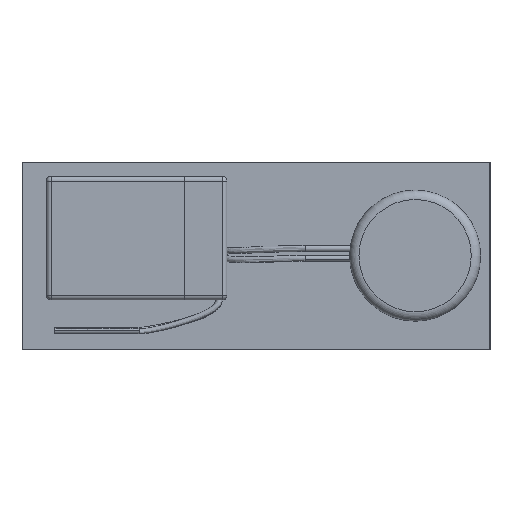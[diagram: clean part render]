
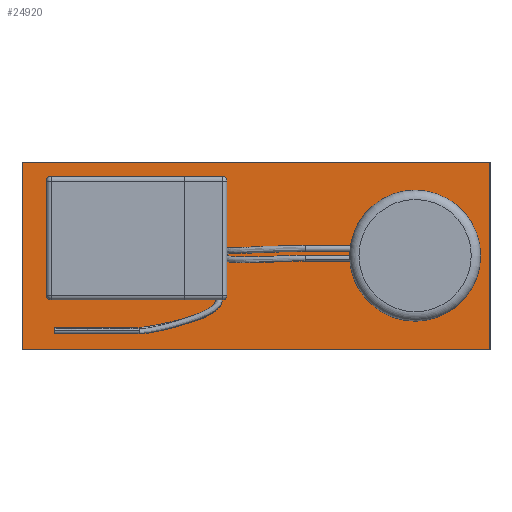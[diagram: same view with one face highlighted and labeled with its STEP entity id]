
A CAD part, top view. The second image highlights one B-rep face of the part: STEP entity #24920.
In plain terms, the highlighted planar face has unit normal (0, 0, 1).
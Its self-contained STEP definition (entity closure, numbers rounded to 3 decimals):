
#3211=FACE_OUTER_BOUND('',#4627,.T.);
#4627=EDGE_LOOP('',(#22489,#22490,#22491,#22492));
#7296=LINE('',#43766,#9979);
#7299=LINE('',#43772,#9982);
#7302=LINE('',#43778,#9985);
#7305=LINE('',#43782,#9988);
#9979=VECTOR('',#34311,10.);
#9982=VECTOR('',#34316,10.);
#9985=VECTOR('',#34321,10.);
#9988=VECTOR('',#34326,10.);
#12238=VERTEX_POINT('',#43763);
#12239=VERTEX_POINT('',#43765);
#12241=VERTEX_POINT('',#43771);
#12243=VERTEX_POINT('',#43777);
#15653=EDGE_CURVE('',#12239,#12238,#7296,.T.);
#15656=EDGE_CURVE('',#12241,#12239,#7299,.T.);
#15659=EDGE_CURVE('',#12243,#12241,#7302,.T.);
#15662=EDGE_CURVE('',#12238,#12243,#7305,.T.);
#22489=ORIENTED_EDGE('',*,*,#15662,.T.);
#22490=ORIENTED_EDGE('',*,*,#15659,.T.);
#22491=ORIENTED_EDGE('',*,*,#15656,.T.);
#22492=ORIENTED_EDGE('',*,*,#15653,.T.);
#23519=PLANE('',#27328);
#24920=ADVANCED_FACE('',(#3211),#23519,.T.);
#27328=AXIS2_PLACEMENT_3D('',#43783,#34327,#34328);
#34311=DIRECTION('',(0.,1.,0.));
#34316=DIRECTION('',(1.,0.,0.));
#34321=DIRECTION('',(0.,-1.,0.));
#34326=DIRECTION('',(-1.,0.,0.));
#34327=DIRECTION('center_axis',(0.,0.,1.));
#34328=DIRECTION('ref_axis',(1.,0.,0.));
#43763=CARTESIAN_POINT('',(25.,10.,6.25));
#43765=CARTESIAN_POINT('',(25.,0.,6.25));
#43766=CARTESIAN_POINT('',(25.,10.,6.25));
#43771=CARTESIAN_POINT('',(0.,0.,6.25));
#43772=CARTESIAN_POINT('',(25.,0.,6.25));
#43777=CARTESIAN_POINT('',(0.,10.,6.25));
#43778=CARTESIAN_POINT('',(0.,0.,6.25));
#43782=CARTESIAN_POINT('',(0.,10.,6.25));
#43783=CARTESIAN_POINT('Origin',(12.5,5.,6.25));
